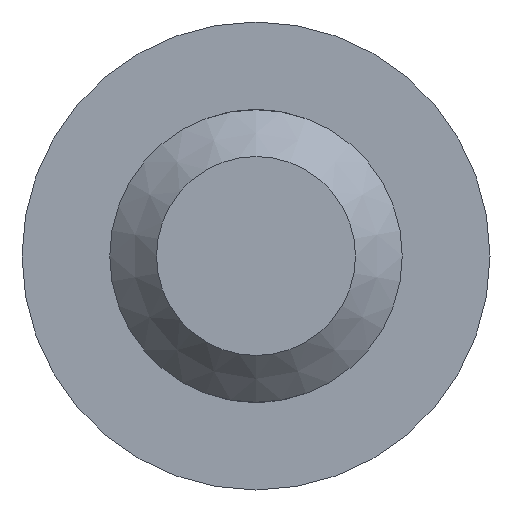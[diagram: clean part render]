
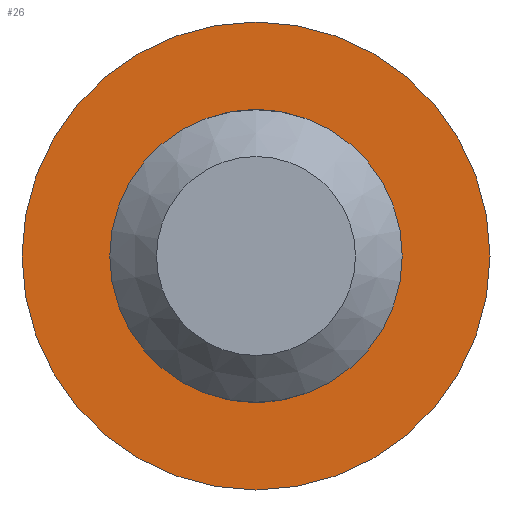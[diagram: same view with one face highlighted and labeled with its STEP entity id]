
A CAD part, left-side view. The second image highlights one B-rep face of the part: STEP entity #26.
In plain terms, the highlighted planar face has unit normal (-1, 0, 0).
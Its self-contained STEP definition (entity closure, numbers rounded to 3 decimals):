
#5 = DIRECTION ( 'NONE',  ( 1., 0., 0. ) ) ;
#7 = ORIENTED_EDGE ( 'NONE', *, *, #71, .T. ) ;
#16 = CARTESIAN_POINT ( 'NONE',  ( 15., 0., 2.5 ) ) ;
#23 = EDGE_LOOP ( 'NONE', ( #7 ) ) ;
#26 = ADVANCED_FACE ( 'NONE', ( #131, #226 ), #80, .F. ) ;
#33 = DIRECTION ( 'NONE',  ( 0., 0., 1. ) ) ;
#40 = DIRECTION ( 'NONE',  ( 0., 0., -1. ) ) ;
#65 = DIRECTION ( 'NONE',  ( -1., 0., 0. ) ) ;
#71 = EDGE_CURVE ( 'NONE', #203, #203, #128, .T. ) ;
#80 = PLANE ( 'NONE',  #237 ) ;
#101 = EDGE_LOOP ( 'NONE', ( #206 ) ) ;
#116 = CARTESIAN_POINT ( 'NONE',  ( 15., 4., 0. ) ) ;
#125 = CARTESIAN_POINT ( 'NONE',  ( 15., 0., 0. ) ) ;
#128 = CIRCLE ( 'NONE', #142, 4. ) ;
#131 = FACE_BOUND ( 'NONE', #101, .T. ) ;
#140 = DIRECTION ( 'NONE',  ( 0., 0., 1. ) ) ;
#142 = AXIS2_PLACEMENT_3D ( 'NONE', #231, #65, #140 ) ;
#164 = CARTESIAN_POINT ( 'NONE',  ( 15., 0., 4. ) ) ;
#165 = VERTEX_POINT ( 'NONE', #16 ) ;
#203 = VERTEX_POINT ( 'NONE', #164 ) ;
#204 = CIRCLE ( 'NONE', #223, 2.5 ) ;
#205 = EDGE_CURVE ( 'NONE', #165, #165, #204, .T. ) ;
#206 = ORIENTED_EDGE ( 'NONE', *, *, #205, .F. ) ;
#223 = AXIS2_PLACEMENT_3D ( 'NONE', #125, #224, #33 ) ;
#224 = DIRECTION ( 'NONE',  ( -1., 0., 0. ) ) ;
#226 = FACE_OUTER_BOUND ( 'NONE', #23, .T. ) ;
#231 = CARTESIAN_POINT ( 'NONE',  ( 15., 0., 0. ) ) ;
#237 = AXIS2_PLACEMENT_3D ( 'NONE', #116, #5, #40 ) ;
